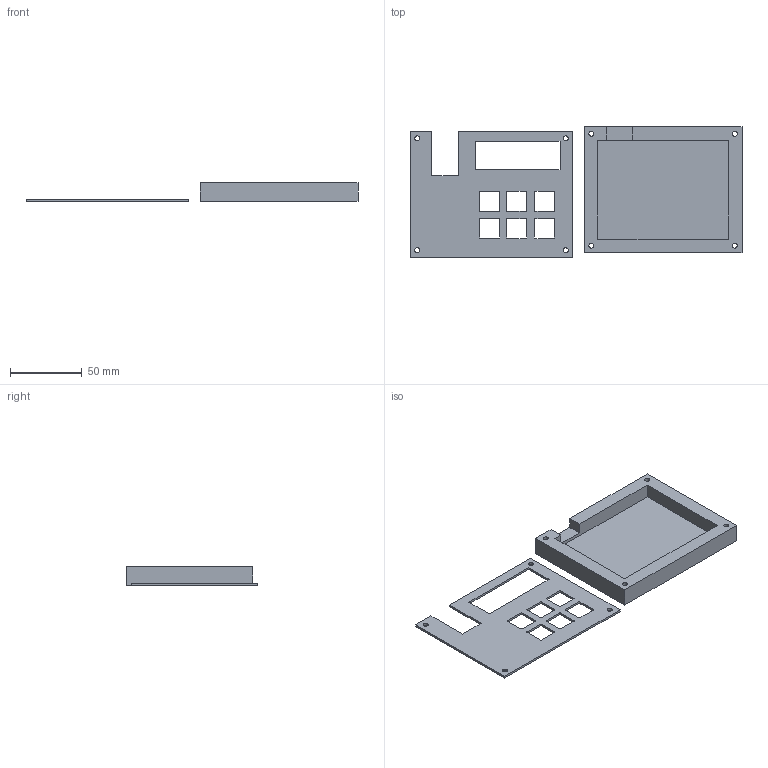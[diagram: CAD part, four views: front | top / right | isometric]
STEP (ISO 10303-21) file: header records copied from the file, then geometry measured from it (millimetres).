
FILE_DESCRIPTION(/* description */ (''),/* implementation_level */ '2;1');
FILE_NAME(/* name */ 'command_pad.step',/* time_stamp */ '2025-05-26T14:59:30-05:00',/* author */ (''),/* organization */ (''),/* preprocessor_version */ 'ST-DEVELOPER v20.1',/* originating_system */ 'Autodesk Translation Framework v14.10.0.0',/* authorisation */ '');
FILE_SCHEMA (('AUTOMOTIVE_DESIGN { 1 0 10303 214 3 1 1 }'));
Length unit declared in the file: millimetre
Products named in the file (2): command_pad_v1; command_pad_top
Assembly tree (1 placements, depth 2):
  command_pad_v1
    command_pad_top
Bounding box: 231.45 x 91.12 x 13 mm (x, y, z)
Volume: 71564.4 mm3; surface area: 43733 mm2
Topology: 2 solids, 2 shells, 423 faces, 1173 edges, 782 vertices
Faces by surface type: bspline 221, plane 166, cylinder 36
Full cylindrical faces by diameter (mm): 3.4 x8, 6 x4
Entity records: 15623 total; most frequent: CARTESIAN_POINT 6138, ORIENTED_EDGE 2346, DIRECTION 1213, EDGE_CURVE 1173, VERTEX_POINT 782, LINE 659, VECTOR 659, EDGE_LOOP 481
